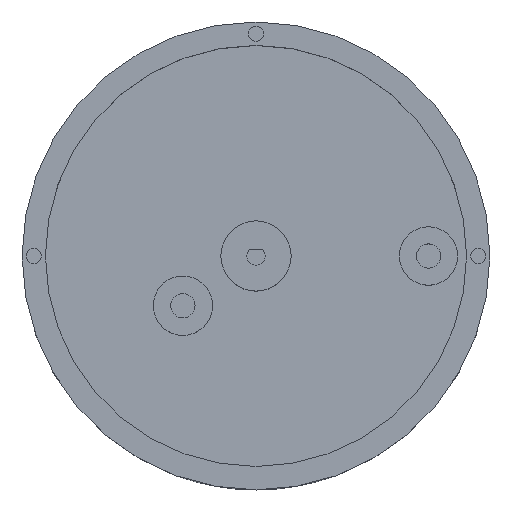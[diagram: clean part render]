
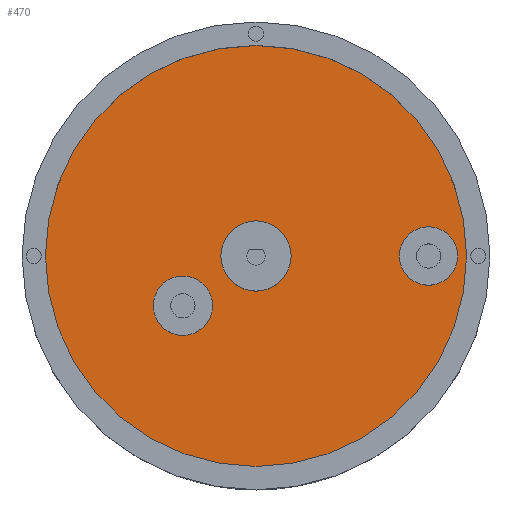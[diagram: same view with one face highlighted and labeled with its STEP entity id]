
A CAD part, top view. The second image highlights one B-rep face of the part: STEP entity #470.
In plain terms, the highlighted planar face has unit normal (0, 0, 1).
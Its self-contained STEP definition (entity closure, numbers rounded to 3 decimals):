
#17=FACE_BOUND('',#146,.T.);
#18=FACE_BOUND('',#147,.T.);
#19=FACE_BOUND('',#148,.T.);
#111=FACE_OUTER_BOUND('',#145,.T.);
#145=EDGE_LOOP('',(#330));
#146=EDGE_LOOP('',(#331));
#147=EDGE_LOOP('',(#332));
#148=EDGE_LOOP('',(#333));
#188=CIRCLE('',#519,5.);
#189=CIRCLE('',#522,36.);
#190=CIRCLE('',#523,5.075);
#191=CIRCLE('',#524,6.);
#217=VERTEX_POINT('',#746);
#218=VERTEX_POINT('',#751);
#219=VERTEX_POINT('',#753);
#220=VERTEX_POINT('',#755);
#261=EDGE_CURVE('',#217,#217,#188,.F.);
#262=EDGE_CURVE('',#218,#218,#189,.T.);
#263=EDGE_CURVE('',#219,#219,#190,.T.);
#264=EDGE_CURVE('',#220,#220,#191,.T.);
#330=ORIENTED_EDGE('',*,*,#262,.T.);
#331=ORIENTED_EDGE('',*,*,#263,.T.);
#332=ORIENTED_EDGE('',*,*,#264,.T.);
#333=ORIENTED_EDGE('',*,*,#261,.T.);
#447=PLANE('',#521);
#470=ADVANCED_FACE('',(#111,#17,#18,#19),#447,.F.);
#519=AXIS2_PLACEMENT_3D('',#748,#591,#592);
#521=AXIS2_PLACEMENT_3D('',#750,#595,#596);
#522=AXIS2_PLACEMENT_3D('',#752,#597,#598);
#523=AXIS2_PLACEMENT_3D('',#754,#599,#600);
#524=AXIS2_PLACEMENT_3D('',#756,#601,#602);
#591=DIRECTION('center_axis',(0.,0.,1.));
#592=DIRECTION('ref_axis',(-1.,0.,0.));
#595=DIRECTION('center_axis',(0.,0.,-1.));
#596=DIRECTION('ref_axis',(1.,0.,0.));
#597=DIRECTION('center_axis',(0.,0.,1.));
#598=DIRECTION('ref_axis',(1.,0.,0.));
#599=DIRECTION('center_axis',(0.,0.,-1.));
#600=DIRECTION('ref_axis',(1.,0.,0.));
#601=DIRECTION('center_axis',(0.,0.,-1.));
#602=DIRECTION('ref_axis',(1.,0.,0.));
#746=CARTESIAN_POINT('',(34.5,0.,-33.1));
#748=CARTESIAN_POINT('Origin',(29.5,0.,-33.1));
#750=CARTESIAN_POINT('Origin',(0.,0.,-33.1));
#751=CARTESIAN_POINT('',(-36.,0.,-33.1));
#752=CARTESIAN_POINT('Origin',(0.,0.,-33.1));
#753=CARTESIAN_POINT('',(-17.575,-8.5,-33.1));
#754=CARTESIAN_POINT('Origin',(-12.5,-8.5,-33.1));
#755=CARTESIAN_POINT('',(-6.,0.,-33.1));
#756=CARTESIAN_POINT('Origin',(0.,0.,-33.1));
